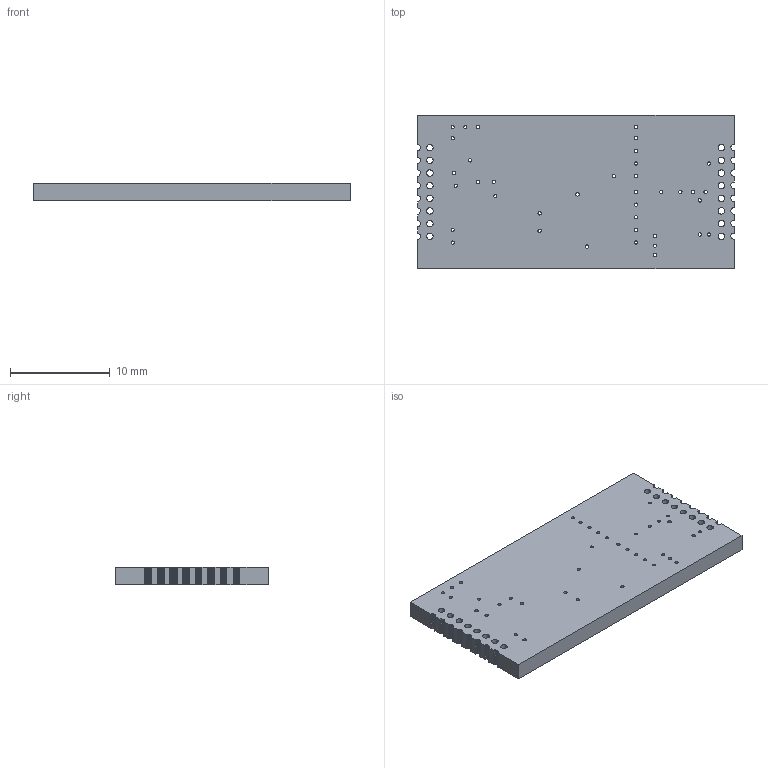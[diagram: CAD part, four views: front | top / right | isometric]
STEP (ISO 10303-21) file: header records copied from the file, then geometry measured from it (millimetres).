
FILE_DESCRIPTION(('for SolidWorks'),'2;1');
FILE_NAME('highVoltageMppc.step','2016-06-28T10:51:16',('Andrew'),(''), 'Open CASCADE STEP processor 6.6','Diptrace','Unknown');
FILE_SCHEMA(('AUTOMOTIVE_DESIGN { 1 0 10303 214 1 1 1 1 }'));
Length unit declared in the file: millimetre
Products named in the file (2): PCB; Board
Assembly tree (1 placements, depth 2):
  PCB
    Board
Bounding box: 31.87 x 15.4 x 1.75 mm (x, y, z)
Volume: 838 mm3; surface area: 1259.2 mm2
Topology: 1 solids, 1 shells, 260 faces, 774 edges, 516 vertices
Faces by surface type: plane 206, cylinder 54
Full cylindrical faces by diameter (mm): 0.33 x38, 0.65 x16
Entity records: 8899 total; most frequent: CARTESIAN_POINT 1552, ORIENTED_EDGE 1548, DIRECTION 1406, EDGE_CURVE 774, LINE 666, VECTOR 666, VERTEX_POINT 516, AXIS2_PLACEMENT_3D 370
